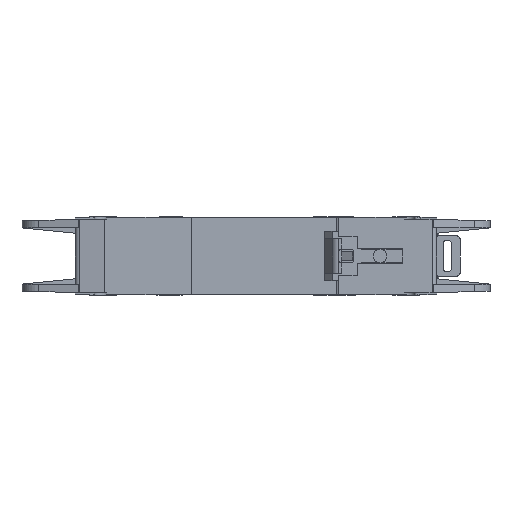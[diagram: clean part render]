
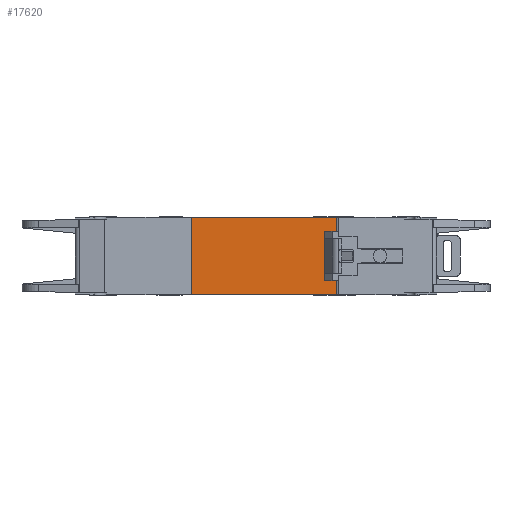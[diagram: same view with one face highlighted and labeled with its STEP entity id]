
A CAD part, front view. The second image highlights one B-rep face of the part: STEP entity #17620.
In plain terms, the highlighted planar face has unit normal (0, -1, 0).
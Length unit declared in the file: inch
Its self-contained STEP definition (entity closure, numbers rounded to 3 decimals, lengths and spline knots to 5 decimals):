
#1910 = FACE_OUTER_BOUND ( 'NONE', #7475, .T. ) ;
#1970 = ORIENTED_EDGE ( 'NONE', *, *, #12259, .T. ) ;
#2113 = DIRECTION ( 'NONE',  ( 0., 0., -1. ) ) ;
#2823 = EDGE_CURVE ( 'NONE', #30190, #16607, #5123, .T. ) ;
#3831 = CARTESIAN_POINT ( 'NONE',  ( 0.88583, 0.21654, -0.34252 ) ) ;
#3849 = VERTEX_POINT ( 'NONE', #3831 ) ;
#5105 = ORIENTED_EDGE ( 'NONE', *, *, #2823, .F. ) ;
#5123 = LINE ( 'NONE', #38140, #38302 ) ;
#5541 = DIRECTION ( 'NONE',  ( 1., 0., 0. ) ) ;
#6355 = CARTESIAN_POINT ( 'NONE',  ( 2.28346, 0.21654, -0.34252 ) ) ;
#7475 = EDGE_LOOP ( 'NONE', ( #12798, #5105, #37441, #1970 ) ) ;
#11575 = DIRECTION ( 'NONE',  ( 0., 0., 1. ) ) ;
#12259 = EDGE_CURVE ( 'NONE', #3849, #29248, #34851, .T. ) ;
#12798 = ORIENTED_EDGE ( 'NONE', *, *, #21436, .T. ) ;
#12838 = CARTESIAN_POINT ( 'NONE',  ( 0.88583, 0.21654, -0.15748 ) ) ;
#14017 = PLANE ( 'NONE',  #20406 ) ;
#16607 = VERTEX_POINT ( 'NONE', #19308 ) ;
#17620 = ADVANCED_FACE ( 'NONE', ( #1910 ), #14017, .T. ) ;
#19308 = CARTESIAN_POINT ( 'NONE',  ( 2.28346, 0.21654, 0.34252 ) ) ;
#20406 = AXIS2_PLACEMENT_3D ( 'NONE', #28470, #31400, #2113 ) ;
#21436 = EDGE_CURVE ( 'NONE', #29248, #16607, #38172, .T. ) ;
#23130 = CARTESIAN_POINT ( 'NONE',  ( 2.28346, 0.21654, -0.15748 ) ) ;
#24850 = CARTESIAN_POINT ( 'NONE',  ( 0.88583, 0.21654, 0.34252 ) ) ;
#26682 = EDGE_CURVE ( 'NONE', #30190, #3849, #27485, .T. ) ;
#27485 = LINE ( 'NONE', #12838, #32002 ) ;
#28470 = CARTESIAN_POINT ( 'NONE',  ( 2.28346, 0.21654, -0.15748 ) ) ;
#28952 = DIRECTION ( 'NONE',  ( 1., 0., 0. ) ) ;
#29248 = VERTEX_POINT ( 'NONE', #6355 ) ;
#30190 = VERTEX_POINT ( 'NONE', #24850 ) ;
#31400 = DIRECTION ( 'NONE',  ( 0., -1., 0. ) ) ;
#32002 = VECTOR ( 'NONE', #36680, 39.37008 ) ;
#34186 = VECTOR ( 'NONE', #5541, 39.37008 ) ;
#34851 = LINE ( 'NONE', #37792, #34186 ) ;
#35787 = VECTOR ( 'NONE', #11575, 39.37008 ) ;
#36680 = DIRECTION ( 'NONE',  ( 0., 0., -1. ) ) ;
#37441 = ORIENTED_EDGE ( 'NONE', *, *, #26682, .T. ) ;
#37792 = CARTESIAN_POINT ( 'NONE',  ( 2.28346, 0.21654, -0.34252 ) ) ;
#38140 = CARTESIAN_POINT ( 'NONE',  ( 0.72473, 0.21654, 0.34252 ) ) ;
#38172 = LINE ( 'NONE', #23130, #35787 ) ;
#38302 = VECTOR ( 'NONE', #28952, 39.37008 ) ;
